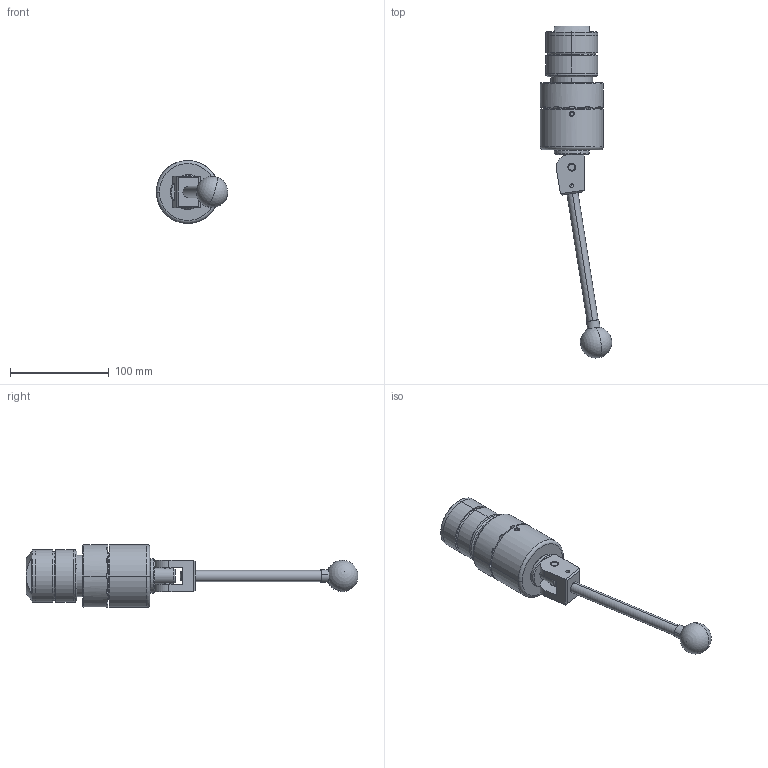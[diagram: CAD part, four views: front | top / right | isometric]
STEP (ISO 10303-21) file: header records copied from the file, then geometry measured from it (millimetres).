
FILE_DESCRIPTION (( 'STEP AP214' ), '1' );
FILE_NAME ('CTSC-003622.STEP', '2025-05-30T18:01:43', ( '' ), ( '' ), 'SwSTEP 2.0', 'SolidWorks 2023', '' );
FILE_SCHEMA (( 'AUTOMOTIVE_DESIGN' ));
Length unit declared in the file: inch
Products named in the file (1): CTSC-003622
Bounding box: 72.13 x 335.59 x 63.5 mm (x, y, z)
Volume: 362894.5 mm3; surface area: 78881.4 mm2
Topology: 10 solids, 10 shells, 271 faces, 653 edges, 411 vertices
Faces by surface type: cylinder 107, plane 97, cone 42, torus 20, bspline 3, sphere 2
Entity records: 12937 total; most frequent: CARTESIAN_POINT 3083, DIRECTION 1330, ORIENTED_EDGE 1288, EDGE_CURVE 644, AXIS2_PLACEMENT_3D 547, VERTEX_POINT 408, EDGE_LOOP 306, CIRCLE 278
